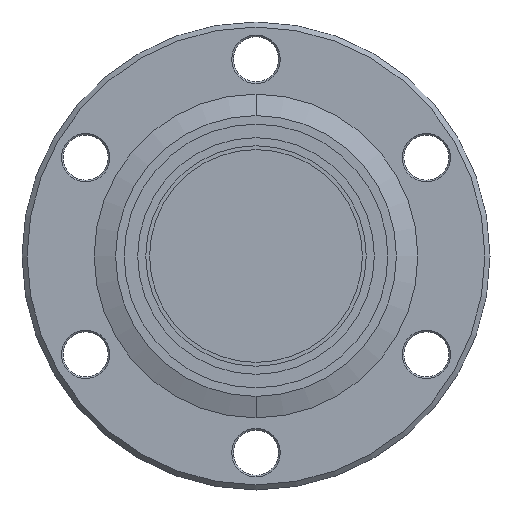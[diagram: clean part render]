
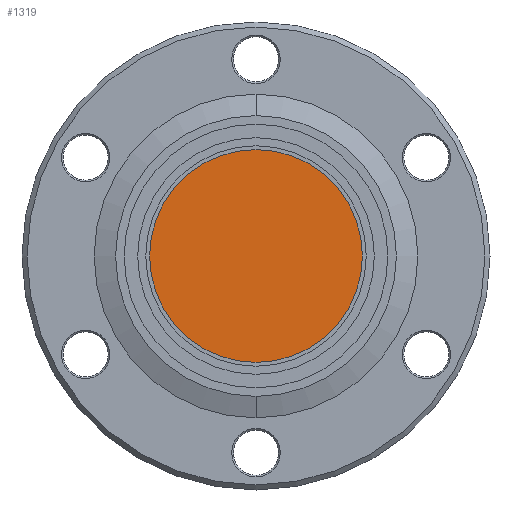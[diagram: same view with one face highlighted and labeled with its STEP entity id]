
A CAD part, front view. The second image highlights one B-rep face of the part: STEP entity #1319.
In plain terms, the highlighted planar face has unit normal (0, -1, 0).
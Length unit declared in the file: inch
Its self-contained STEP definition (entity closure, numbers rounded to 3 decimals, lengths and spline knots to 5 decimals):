
#225 = CARTESIAN_POINT ( 'NONE',  ( -0.75, -0.006, 0. ) ) ;
#331 = CARTESIAN_POINT ( 'NONE',  ( 0., -0.006, 0. ) ) ;
#544 = AXIS2_PLACEMENT_3D ( 'NONE', #1849, #1558, #1699 ) ;
#595 = CARTESIAN_POINT ( 'NONE',  ( 0., -0.006, 0.625 ) ) ;
#721 = CIRCLE ( 'NONE', #544, 0.625 ) ;
#732 = ORIENTED_EDGE ( 'NONE', *, *, #1822, .T. ) ;
#761 = EDGE_LOOP ( 'NONE', ( #1853, #732 ) ) ;
#772 = DIRECTION ( 'NONE',  ( 0., 0., -1. ) ) ;
#780 = CARTESIAN_POINT ( 'NONE',  ( 0., -0.006, -0.625 ) ) ;
#837 = FACE_OUTER_BOUND ( 'NONE', #761, .T. ) ;
#959 = DIRECTION ( 'NONE',  ( 0., 0., 1. ) ) ;
#1091 = AXIS2_PLACEMENT_3D ( 'NONE', #225, #1386, #959 ) ;
#1151 = EDGE_CURVE ( 'NONE', #1228, #1865, #1378, .T. ) ;
#1203 = DIRECTION ( 'NONE',  ( 0., -1., 0. ) ) ;
#1228 = VERTEX_POINT ( 'NONE', #780 ) ;
#1276 = PLANE ( 'NONE',  #1091 ) ;
#1319 = ADVANCED_FACE ( 'NONE', ( #837 ), #1276, .F. ) ;
#1378 = CIRCLE ( 'NONE', #1873, 0.625 ) ;
#1386 = DIRECTION ( 'NONE',  ( 0., 1., 0. ) ) ;
#1558 = DIRECTION ( 'NONE',  ( 0., -1., 0. ) ) ;
#1699 = DIRECTION ( 'NONE',  ( 0., 0., -1. ) ) ;
#1822 = EDGE_CURVE ( 'NONE', #1865, #1228, #721, .T. ) ;
#1849 = CARTESIAN_POINT ( 'NONE',  ( 0., -0.006, 0. ) ) ;
#1853 = ORIENTED_EDGE ( 'NONE', *, *, #1151, .T. ) ;
#1865 = VERTEX_POINT ( 'NONE', #595 ) ;
#1873 = AXIS2_PLACEMENT_3D ( 'NONE', #331, #1203, #772 ) ;
